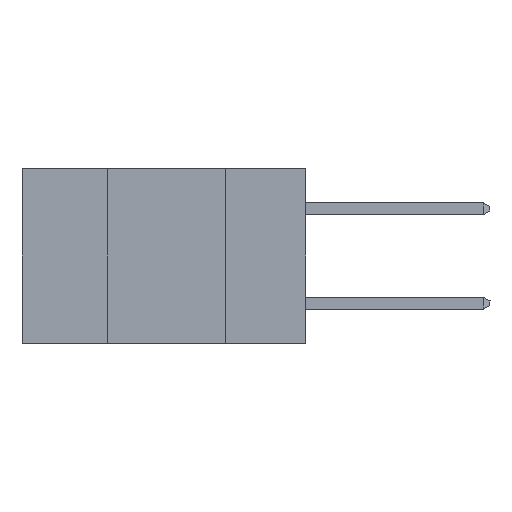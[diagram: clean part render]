
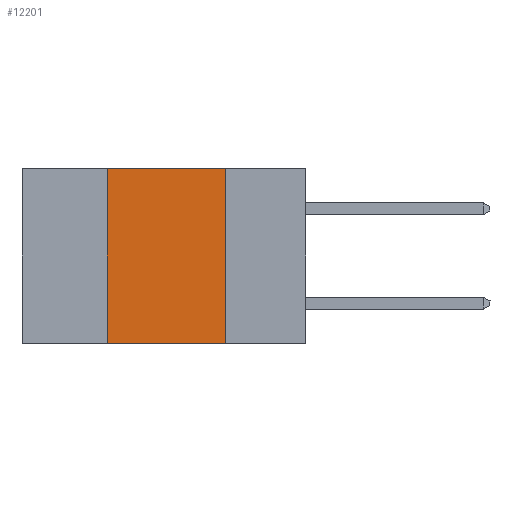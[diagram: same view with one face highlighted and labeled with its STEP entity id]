
A CAD part, left-side view. The second image highlights one B-rep face of the part: STEP entity #12201.
In plain terms, the highlighted planar face has unit normal (-1, 0, 0).
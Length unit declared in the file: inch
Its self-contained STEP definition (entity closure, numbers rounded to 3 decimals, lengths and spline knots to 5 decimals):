
#349 = ORIENTED_EDGE ( 'NONE', *, *, #10291, .F. ) ;
#437 = DIRECTION ( 'NONE',  ( 0., -1., 0. ) ) ;
#533 = DIRECTION ( 'NONE',  ( 0., 0., -1. ) ) ;
#649 = CARTESIAN_POINT ( 'NONE',  ( 0., 0.17, -0.37 ) ) ;
#674 = CARTESIAN_POINT ( 'NONE',  ( 0., 0.6, -0.37 ) ) ;
#731 = DIRECTION ( 'NONE',  ( 0., 0., -1. ) ) ;
#748 = DIRECTION ( 'NONE',  ( 1., 0., 0. ) ) ;
#750 = PLANE ( 'NONE',  #11305 ) ;
#948 = CARTESIAN_POINT ( 'NONE',  ( 0., 0.6, 0. ) ) ;
#1239 = VERTEX_POINT ( 'NONE', #2988 ) ;
#1464 = CARTESIAN_POINT ( 'NONE',  ( 0., 0.42, -0.37 ) ) ;
#1903 = EDGE_CURVE ( 'NONE', #15333, #11837, #12116, .T. ) ;
#1995 = EDGE_CURVE ( 'NONE', #1239, #5747, #4508, .T. ) ;
#2988 = CARTESIAN_POINT ( 'NONE',  ( 0., 0.42, 0. ) ) ;
#3543 = CARTESIAN_POINT ( 'NONE',  ( 0., 0.17, -0.37 ) ) ;
#3579 = EDGE_CURVE ( 'NONE', #15333, #1239, #3924, .T. ) ;
#3758 = CARTESIAN_POINT ( 'NONE',  ( 0., 0.6, 0. ) ) ;
#3924 = LINE ( 'NONE', #11940, #6721 ) ;
#4144 = VECTOR ( 'NONE', #533, 39.37008 ) ;
#4168 = ORIENTED_EDGE ( 'NONE', *, *, #3579, .F. ) ;
#4295 = DIRECTION ( 'NONE',  ( 0., -1., 0. ) ) ;
#4508 = LINE ( 'NONE', #3758, #13731 ) ;
#5747 = VERTEX_POINT ( 'NONE', #13976 ) ;
#6721 = VECTOR ( 'NONE', #12538, 39.37008 ) ;
#7120 = FACE_OUTER_BOUND ( 'NONE', #7952, .T. ) ;
#7234 = ORIENTED_EDGE ( 'NONE', *, *, #1995, .F. ) ;
#7952 = EDGE_LOOP ( 'NONE', ( #349, #7234, #4168, #8822 ) ) ;
#8822 = ORIENTED_EDGE ( 'NONE', *, *, #1903, .T. ) ;
#9492 = LINE ( 'NONE', #649, #4144 ) ;
#10291 = EDGE_CURVE ( 'NONE', #5747, #11837, #9492, .T. ) ;
#11305 = AXIS2_PLACEMENT_3D ( 'NONE', #948, #748, #731 ) ;
#11837 = VERTEX_POINT ( 'NONE', #3543 ) ;
#11940 = CARTESIAN_POINT ( 'NONE',  ( 0., 0.42, -0.37 ) ) ;
#12116 = LINE ( 'NONE', #674, #12481 ) ;
#12201 = ADVANCED_FACE ( 'NONE', ( #7120 ), #750, .F. ) ;
#12481 = VECTOR ( 'NONE', #4295, 39.37008 ) ;
#12538 = DIRECTION ( 'NONE',  ( 0., 0., 1. ) ) ;
#13731 = VECTOR ( 'NONE', #437, 39.37008 ) ;
#13976 = CARTESIAN_POINT ( 'NONE',  ( 0., 0.17, 0. ) ) ;
#15333 = VERTEX_POINT ( 'NONE', #1464 ) ;
